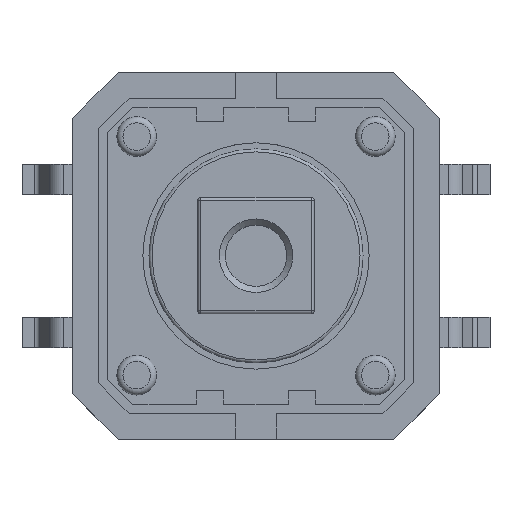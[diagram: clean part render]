
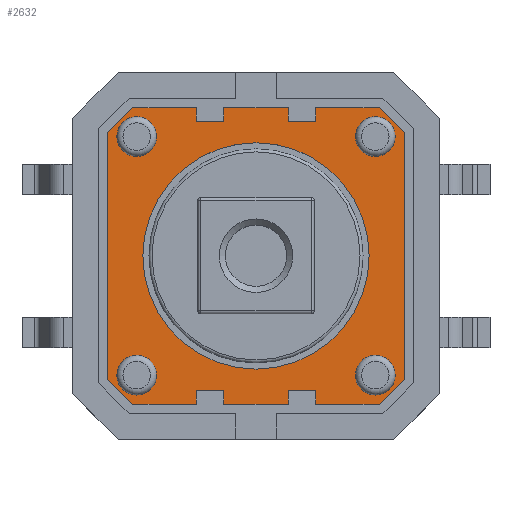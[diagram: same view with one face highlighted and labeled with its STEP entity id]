
A CAD part, top view. The second image highlights one B-rep face of the part: STEP entity #2632.
In plain terms, the highlighted planar face has unit normal (0, 0, 1).
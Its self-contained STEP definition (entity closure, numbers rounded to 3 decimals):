
#13=DIRECTION('',(0.,0.,1.));
#14=DIRECTION('',(1.,0.,-0.));
#28=VECTOR('',#29,1.);
#29=DIRECTION('',(1.,0.,0.));
#36=VECTOR('',#37,1.);
#37=DIRECTION('',(0.,1.,0.));
#44=VECTOR('',#45,1.);
#45=DIRECTION('',(-0.707,0.707,0.));
#67=DIRECTION('',(0.,0.,-1.));
#127=DIRECTION('',(-0.707,-0.707,0.));
#153=VECTOR('',#154,1.);
#154=DIRECTION('',(0.707,0.707,0.));
#170=VECTOR('',#171,1.);
#171=DIRECTION('',(-1.,0.,0.));
#177=VECTOR('',#127,1.);
#183=VECTOR('',#184,1.);
#184=DIRECTION('',(0.,-1.,0.));
#188=VECTOR('',#189,1.);
#189=DIRECTION('',(0.707,-0.707,0.));
#844=CARTESIAN_POINT('',(0.,0.,3.3));
#959=VECTOR('',#960,1.);
#960=DIRECTION('',(0.,-1.,0.));
#966=VECTOR('',#967,1.);
#967=DIRECTION('',(1.,0.,0.));
#973=VECTOR('',#974,1.);
#974=DIRECTION('',(0.,1.,0.));
#1027=VECTOR('',#1028,1.);
#1028=DIRECTION('',(0.,-1.,0.));
#1034=VECTOR('',#1035,1.);
#1035=DIRECTION('',(1.,0.,0.));
#1041=VECTOR('',#1042,1.);
#1042=DIRECTION('',(0.,1.,0.));
#1903=VERTEX_POINT('',#1904);
#1904=CARTESIAN_POINT('',(-4.85,-4.025,3.3));
#1906=ORIENTED_EDGE('',*,*,#1907,.T.);
#1907=EDGE_CURVE('',#1903,#1908,#1910,.T.);
#1908=VERTEX_POINT('',#1909);
#1909=CARTESIAN_POINT('',(-4.025,-4.85,3.3));
#1910=LINE('',#1911,#188);
#1911=CARTESIAN_POINT('',(-4.438,-4.438,3.3));
#1921=ORIENTED_EDGE('',*,*,#1922,.T.);
#1922=EDGE_CURVE('',#1908,#1923,#1925,.T.);
#1923=VERTEX_POINT('',#1924);
#1924=CARTESIAN_POINT('',(-1.95,-4.85,3.3));
#1925=LINE('',#1926,#28);
#1926=CARTESIAN_POINT('',(-4.85,-4.85,3.3));
#1936=ORIENTED_EDGE('',*,*,#1937,.T.);
#1937=EDGE_CURVE('',#1923,#1938,#1940,.T.);
#1938=VERTEX_POINT('',#1939);
#1939=CARTESIAN_POINT('',(-1.95,-4.4,3.3));
#1940=LINE('',#1924,#1041);
#1950=ORIENTED_EDGE('',*,*,#1951,.T.);
#1951=EDGE_CURVE('',#1938,#1952,#1954,.T.);
#1952=VERTEX_POINT('',#1953);
#1953=CARTESIAN_POINT('',(-1.05,-4.4,3.3));
#1954=LINE('',#1939,#1034);
#1965=ORIENTED_EDGE('',*,*,#1966,.T.);
#1966=EDGE_CURVE('',#1952,#1967,#1969,.T.);
#1967=VERTEX_POINT('',#1968);
#1968=CARTESIAN_POINT('',(-1.05,-4.85,3.3));
#1969=LINE('',#1953,#1027);
#1980=ORIENTED_EDGE('',*,*,#1981,.T.);
#1981=EDGE_CURVE('',#1967,#1982,#1925,.T.);
#1982=VERTEX_POINT('',#1983);
#1983=CARTESIAN_POINT('',(1.05,-4.85,3.3));
#1991=ORIENTED_EDGE('',*,*,#1992,.T.);
#1992=EDGE_CURVE('',#1982,#1993,#1995,.T.);
#1993=VERTEX_POINT('',#1994);
#1994=CARTESIAN_POINT('',(1.05,-4.4,3.3));
#1995=LINE('',#1983,#1041);
#2005=ORIENTED_EDGE('',*,*,#2006,.T.);
#2006=EDGE_CURVE('',#1993,#2007,#2009,.T.);
#2007=VERTEX_POINT('',#2008);
#2008=CARTESIAN_POINT('',(1.95,-4.4,3.3));
#2009=LINE('',#1994,#1034);
#2019=ORIENTED_EDGE('',*,*,#2020,.T.);
#2020=EDGE_CURVE('',#2007,#2021,#2023,.T.);
#2021=VERTEX_POINT('',#2022);
#2022=CARTESIAN_POINT('',(1.95,-4.85,3.3));
#2023=LINE('',#2008,#1027);
#2033=ORIENTED_EDGE('',*,*,#2034,.T.);
#2034=EDGE_CURVE('',#2021,#2035,#1925,.T.);
#2035=VERTEX_POINT('',#2036);
#2036=CARTESIAN_POINT('',(4.025,-4.85,3.3));
#2044=ORIENTED_EDGE('',*,*,#2045,.T.);
#2045=EDGE_CURVE('',#2035,#2046,#2048,.T.);
#2046=VERTEX_POINT('',#2047);
#2047=CARTESIAN_POINT('',(4.85,-4.025,3.3));
#2048=LINE('',#2049,#153);
#2049=CARTESIAN_POINT('',(4.438,-4.438,3.3));
#2059=ORIENTED_EDGE('',*,*,#2060,.T.);
#2060=EDGE_CURVE('',#2046,#2061,#2063,.T.);
#2061=VERTEX_POINT('',#2062);
#2062=CARTESIAN_POINT('',(4.85,4.025,3.3));
#2063=LINE('',#2064,#36);
#2064=CARTESIAN_POINT('',(4.85,-4.85,3.3));
#2074=ORIENTED_EDGE('',*,*,#2075,.T.);
#2075=EDGE_CURVE('',#2061,#2076,#2078,.T.);
#2076=VERTEX_POINT('',#2077);
#2077=CARTESIAN_POINT('',(4.025,4.85,3.3));
#2078=LINE('',#2079,#44);
#2079=CARTESIAN_POINT('',(4.438,4.438,3.3));
#2089=ORIENTED_EDGE('',*,*,#2090,.T.);
#2090=EDGE_CURVE('',#2076,#2091,#2093,.T.);
#2091=VERTEX_POINT('',#2092);
#2092=CARTESIAN_POINT('',(1.95,4.85,3.3));
#2093=LINE('',#2094,#170);
#2094=CARTESIAN_POINT('',(4.85,4.85,3.3));
#2105=VERTEX_POINT('',#2106);
#2106=CARTESIAN_POINT('',(1.95,4.4,3.3));
#2109=EDGE_CURVE('',#2105,#2091,#2110,.T.);
#2110=LINE('',#2106,#973);
#2120=VERTEX_POINT('',#2121);
#2121=CARTESIAN_POINT('',(1.05,4.4,3.3));
#2124=EDGE_CURVE('',#2120,#2105,#2125,.T.);
#2125=LINE('',#2121,#966);
#2135=VERTEX_POINT('',#2136);
#2136=CARTESIAN_POINT('',(1.05,4.85,3.3));
#2139=EDGE_CURVE('',#2135,#2120,#2140,.T.);
#2140=LINE('',#2136,#959);
#2148=ORIENTED_EDGE('',*,*,#2149,.T.);
#2149=EDGE_CURVE('',#2135,#2150,#2093,.T.);
#2150=VERTEX_POINT('',#2151);
#2151=CARTESIAN_POINT('',(-1.05,4.85,3.3));
#2160=VERTEX_POINT('',#2161);
#2161=CARTESIAN_POINT('',(-1.05,4.4,3.3));
#2164=EDGE_CURVE('',#2160,#2150,#2165,.T.);
#2165=LINE('',#2161,#973);
#2174=VERTEX_POINT('',#2175);
#2175=CARTESIAN_POINT('',(-1.95,4.4,3.3));
#2178=EDGE_CURVE('',#2174,#2160,#2179,.T.);
#2179=LINE('',#2175,#966);
#2189=VERTEX_POINT('',#2190);
#2190=CARTESIAN_POINT('',(-1.95,4.85,3.3));
#2193=EDGE_CURVE('',#2189,#2174,#2194,.T.);
#2194=LINE('',#2190,#959);
#2202=ORIENTED_EDGE('',*,*,#2203,.T.);
#2203=EDGE_CURVE('',#2189,#2204,#2093,.T.);
#2204=VERTEX_POINT('',#2205);
#2205=CARTESIAN_POINT('',(-4.025,4.85,3.3));
#2213=ORIENTED_EDGE('',*,*,#2214,.T.);
#2214=EDGE_CURVE('',#2204,#2215,#2217,.T.);
#2215=VERTEX_POINT('',#2216);
#2216=CARTESIAN_POINT('',(-4.85,4.025,3.3));
#2217=LINE('',#2218,#177);
#2218=CARTESIAN_POINT('',(-4.438,4.438,3.3));
#2228=ORIENTED_EDGE('',*,*,#2229,.T.);
#2229=EDGE_CURVE('',#2215,#1903,#2230,.T.);
#2230=LINE('',#2231,#183);
#2231=CARTESIAN_POINT('',(-4.85,4.85,3.3));
#2632=ADVANCED_FACE('',(#2633,#2641,#2650,#2658,#2667,#2676),#2685,.T.);
#2633=FACE_BOUND('',#2634,.T.);
#2634=EDGE_LOOP('',(#2228,#1906,#1921,#1936,#1950,#1965,#1980,#1991,#2005,#2019,#2033,#2044,#2059,#2074,#2089,#2635,#2636,#2637,#2148,#2638,#2639,#2640,#2202,#2213));
#2635=ORIENTED_EDGE('',*,*,#2109,.F.);
#2636=ORIENTED_EDGE('',*,*,#2124,.F.);
#2637=ORIENTED_EDGE('',*,*,#2139,.F.);
#2638=ORIENTED_EDGE('',*,*,#2164,.F.);
#2639=ORIENTED_EDGE('',*,*,#2178,.F.);
#2640=ORIENTED_EDGE('',*,*,#2193,.F.);
#2641=FACE_BOUND('',#2642,.T.);
#2642=EDGE_LOOP('',(#2643));
#2643=ORIENTED_EDGE('',*,*,#2644,.F.);
#2644=EDGE_CURVE('',#2645,#2645,#2647,.T.);
#2645=VERTEX_POINT('',#2646);
#2646=CARTESIAN_POINT('',(-3.25,-3.9,3.3));
#2647=CIRCLE('',#2648,0.65);
#2648=AXIS2_PLACEMENT_3D('',#2649,#13,#14);
#2649=CARTESIAN_POINT('',(-3.9,-3.9,3.3));
#2650=FACE_BOUND('',#2651,.T.);
#2651=EDGE_LOOP('',(#2652));
#2652=ORIENTED_EDGE('',*,*,#2653,.T.);
#2653=EDGE_CURVE('',#2654,#2654,#2656,.T.);
#2654=VERTEX_POINT('',#2655);
#2655=CARTESIAN_POINT('',(3.7,0.,3.3));
#2656=CIRCLE('',#2657,3.7);
#2657=AXIS2_PLACEMENT_3D('',#844,#67,#29);
#2658=FACE_BOUND('',#2659,.T.);
#2659=EDGE_LOOP('',(#2660));
#2660=ORIENTED_EDGE('',*,*,#2661,.F.);
#2661=EDGE_CURVE('',#2662,#2662,#2664,.T.);
#2662=VERTEX_POINT('',#2663);
#2663=CARTESIAN_POINT('',(4.55,-3.9,3.3));
#2664=CIRCLE('',#2665,0.65);
#2665=AXIS2_PLACEMENT_3D('',#2666,#13,#14);
#2666=CARTESIAN_POINT('',(3.9,-3.9,3.3));
#2667=FACE_BOUND('',#2668,.T.);
#2668=EDGE_LOOP('',(#2669));
#2669=ORIENTED_EDGE('',*,*,#2670,.F.);
#2670=EDGE_CURVE('',#2671,#2671,#2673,.T.);
#2671=VERTEX_POINT('',#2672);
#2672=CARTESIAN_POINT('',(-3.25,3.9,3.3));
#2673=CIRCLE('',#2674,0.65);
#2674=AXIS2_PLACEMENT_3D('',#2675,#13,#14);
#2675=CARTESIAN_POINT('',(-3.9,3.9,3.3));
#2676=FACE_BOUND('',#2677,.T.);
#2677=EDGE_LOOP('',(#2678));
#2678=ORIENTED_EDGE('',*,*,#2679,.F.);
#2679=EDGE_CURVE('',#2680,#2680,#2682,.T.);
#2680=VERTEX_POINT('',#2681);
#2681=CARTESIAN_POINT('',(4.55,3.9,3.3));
#2682=CIRCLE('',#2683,0.65);
#2683=AXIS2_PLACEMENT_3D('',#2684,#13,#14);
#2684=CARTESIAN_POINT('',(3.9,3.9,3.3));
#2685=PLANE('',#2686);
#2686=AXIS2_PLACEMENT_3D('',#2687,#13,#29);
#2687=CARTESIAN_POINT('',(0.,0.,3.3));
